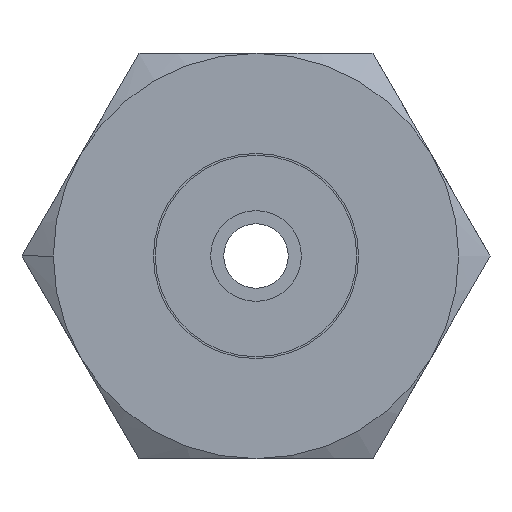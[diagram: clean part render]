
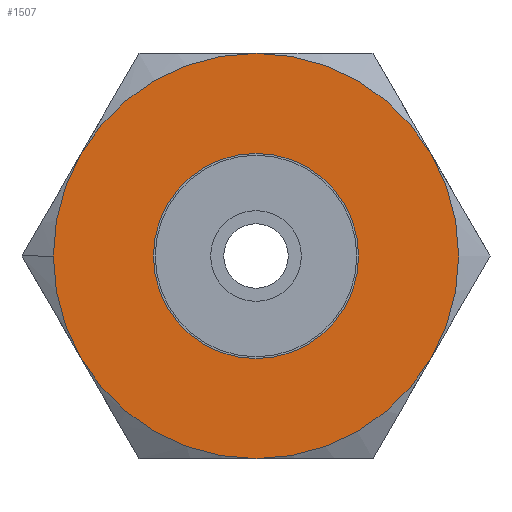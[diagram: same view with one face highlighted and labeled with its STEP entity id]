
A CAD part, left-side view. The second image highlights one B-rep face of the part: STEP entity #1507.
In plain terms, the highlighted planar face has unit normal (-1, 0, 0).
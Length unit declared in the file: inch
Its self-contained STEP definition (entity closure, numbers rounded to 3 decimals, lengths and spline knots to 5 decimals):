
#253 = DIRECTION ( 'NONE',  ( 0., 1., 0. ) ) ;
#598 = DIRECTION ( 'NONE',  ( 1., 0., 0. ) ) ;
#784 = ORIENTED_EDGE ( 'NONE', *, *, #9410, .F. ) ;
#874 = CARTESIAN_POINT ( 'NONE',  ( -0.937, 0., 0. ) ) ;
#886 = ORIENTED_EDGE ( 'NONE', *, *, #11128, .T. ) ;
#1350 = PLANE ( 'NONE',  #10251 ) ;
#1507 = ADVANCED_FACE ( 'NONE', ( #10700, #11740 ), #1350, .T. ) ;
#1870 = VERTEX_POINT ( 'NONE', #10693 ) ;
#1974 = CIRCLE ( 'NONE', #13300, 0.5625 ) ;
#2005 = CIRCLE ( 'NONE', #8026, 0.5625 ) ;
#2272 = ORIENTED_EDGE ( 'NONE', *, *, #12170, .F. ) ;
#2791 = VERTEX_POINT ( 'NONE', #3181 ) ;
#2842 = VERTEX_POINT ( 'NONE', #5682 ) ;
#2844 = CIRCLE ( 'NONE', #11596, 0.5625 ) ;
#3181 = CARTESIAN_POINT ( 'NONE',  ( -0.937, -0.48714, -0.28125 ) ) ;
#3319 = CARTESIAN_POINT ( 'NONE',  ( -0.937, 0., 0. ) ) ;
#3507 = CIRCLE ( 'NONE', #3695, 0.5625 ) ;
#3650 = VERTEX_POINT ( 'NONE', #4755 ) ;
#3695 = AXIS2_PLACEMENT_3D ( 'NONE', #6742, #11403, #12460 ) ;
#3861 = ORIENTED_EDGE ( 'NONE', *, *, #12545, .F. ) ;
#3888 = ORIENTED_EDGE ( 'NONE', *, *, #13822, .F. ) ;
#4219 = DIRECTION ( 'NONE',  ( 1., 0., 0. ) ) ;
#4264 = CARTESIAN_POINT ( 'NONE',  ( -0.937, 0., 0. ) ) ;
#4326 = EDGE_CURVE ( 'NONE', #2791, #1870, #5293, .T. ) ;
#4580 = DIRECTION ( 'NONE',  ( -1., 0., 0. ) ) ;
#4755 = CARTESIAN_POINT ( 'NONE',  ( -0.937, 0.48714, -0.28125 ) ) ;
#4962 = VERTEX_POINT ( 'NONE', #6352 ) ;
#5141 = DIRECTION ( 'NONE',  ( 0., 1., 0. ) ) ;
#5293 = CIRCLE ( 'NONE', #5985, 0.5625 ) ;
#5470 = DIRECTION ( 'NONE',  ( 1., 0., 0. ) ) ;
#5518 = DIRECTION ( 'NONE',  ( 0., 1., 0. ) ) ;
#5571 = ORIENTED_EDGE ( 'NONE', *, *, #12337, .F. ) ;
#5618 = EDGE_CURVE ( 'NONE', #4962, #13460, #2005, .T. ) ;
#5682 = CARTESIAN_POINT ( 'NONE',  ( -0.937, -0.48714, 0.28125 ) ) ;
#5738 = CARTESIAN_POINT ( 'NONE',  ( -0.937, 0.28475, 0. ) ) ;
#5745 = CARTESIAN_POINT ( 'NONE',  ( -0.937, 0., 0. ) ) ;
#5985 = AXIS2_PLACEMENT_3D ( 'NONE', #5745, #13472, #253 ) ;
#6267 = CIRCLE ( 'NONE', #6918, 0.5625 ) ;
#6352 = CARTESIAN_POINT ( 'NONE',  ( -0.937, 0.48714, 0.28125 ) ) ;
#6569 = CARTESIAN_POINT ( 'NONE',  ( -0.937, 0., 0. ) ) ;
#6742 = CARTESIAN_POINT ( 'NONE',  ( -0.937, 0., 0. ) ) ;
#6918 = AXIS2_PLACEMENT_3D ( 'NONE', #9635, #598, #8355 ) ;
#6955 = CARTESIAN_POINT ( 'NONE',  ( -0.937, 0.28475, 0. ) ) ;
#7331 = DIRECTION ( 'NONE',  ( 1., 0., 0. ) ) ;
#7517 = ORIENTED_EDGE ( 'NONE', *, *, #5618, .F. ) ;
#8026 = AXIS2_PLACEMENT_3D ( 'NONE', #3319, #10933, #8780 ) ;
#8355 = DIRECTION ( 'NONE',  ( 0., 1., 0. ) ) ;
#8483 = AXIS2_PLACEMENT_3D ( 'NONE', #4264, #12869, #5141 ) ;
#8594 = DIRECTION ( 'NONE',  ( 0., 1., 0. ) ) ;
#8683 = ORIENTED_EDGE ( 'NONE', *, *, #11074, .T. ) ;
#8716 = CIRCLE ( 'NONE', #10475, 0.28475 ) ;
#8780 = DIRECTION ( 'NONE',  ( 0., 1., 0. ) ) ;
#9170 = EDGE_LOOP ( 'NONE', ( #7517, #784, #3888, #5571, #9522, #3861, #2272 ) ) ;
#9410 = EDGE_CURVE ( 'NONE', #10370, #4962, #9765, .T. ) ;
#9429 = CARTESIAN_POINT ( 'NONE',  ( -0.937, 0.5625, 0. ) ) ;
#9469 = CARTESIAN_POINT ( 'NONE',  ( -0.937, -0.28475, 0. ) ) ;
#9522 = ORIENTED_EDGE ( 'NONE', *, *, #4326, .F. ) ;
#9635 = CARTESIAN_POINT ( 'NONE',  ( -0.937, 0., 0. ) ) ;
#9765 = CIRCLE ( 'NONE', #8483, 0.5625 ) ;
#10212 = DIRECTION ( 'NONE',  ( 0., -1., 0. ) ) ;
#10251 = AXIS2_PLACEMENT_3D ( 'NONE', #5738, #4580, #10212 ) ;
#10370 = VERTEX_POINT ( 'NONE', #9429 ) ;
#10417 = DIRECTION ( 'NONE',  ( 1., 0., 0. ) ) ;
#10464 = EDGE_LOOP ( 'NONE', ( #8683, #886 ) ) ;
#10475 = AXIS2_PLACEMENT_3D ( 'NONE', #6569, #5470, #5518 ) ;
#10521 = DIRECTION ( 'NONE',  ( 0., 1., 0. ) ) ;
#10693 = CARTESIAN_POINT ( 'NONE',  ( -0.937, 0., -0.5625 ) ) ;
#10700 = FACE_BOUND ( 'NONE', #10464, .T. ) ;
#10933 = DIRECTION ( 'NONE',  ( 1., 0., 0. ) ) ;
#11074 = EDGE_CURVE ( 'NONE', #13624, #12861, #11330, .T. ) ;
#11128 = EDGE_CURVE ( 'NONE', #12861, #13624, #8716, .T. ) ;
#11136 = CARTESIAN_POINT ( 'NONE',  ( -0.937, 0., 0.5625 ) ) ;
#11330 = CIRCLE ( 'NONE', #12205, 0.28475 ) ;
#11403 = DIRECTION ( 'NONE',  ( 1., 0., 0. ) ) ;
#11596 = AXIS2_PLACEMENT_3D ( 'NONE', #12572, #10417, #10521 ) ;
#11740 = FACE_OUTER_BOUND ( 'NONE', #9170, .T. ) ;
#12170 = EDGE_CURVE ( 'NONE', #13460, #2842, #2844, .T. ) ;
#12205 = AXIS2_PLACEMENT_3D ( 'NONE', #13236, #4219, #14251 ) ;
#12337 = EDGE_CURVE ( 'NONE', #1870, #3650, #1974, .T. ) ;
#12460 = DIRECTION ( 'NONE',  ( 0., 1., 0. ) ) ;
#12545 = EDGE_CURVE ( 'NONE', #2842, #2791, #3507, .T. ) ;
#12572 = CARTESIAN_POINT ( 'NONE',  ( -0.937, 0., 0. ) ) ;
#12861 = VERTEX_POINT ( 'NONE', #9469 ) ;
#12869 = DIRECTION ( 'NONE',  ( 1., 0., 0. ) ) ;
#13236 = CARTESIAN_POINT ( 'NONE',  ( -0.937, 0., 0. ) ) ;
#13300 = AXIS2_PLACEMENT_3D ( 'NONE', #874, #7331, #8594 ) ;
#13460 = VERTEX_POINT ( 'NONE', #11136 ) ;
#13472 = DIRECTION ( 'NONE',  ( 1., 0., 0. ) ) ;
#13624 = VERTEX_POINT ( 'NONE', #6955 ) ;
#13822 = EDGE_CURVE ( 'NONE', #3650, #10370, #6267, .T. ) ;
#14251 = DIRECTION ( 'NONE',  ( 0., 1., 0. ) ) ;
